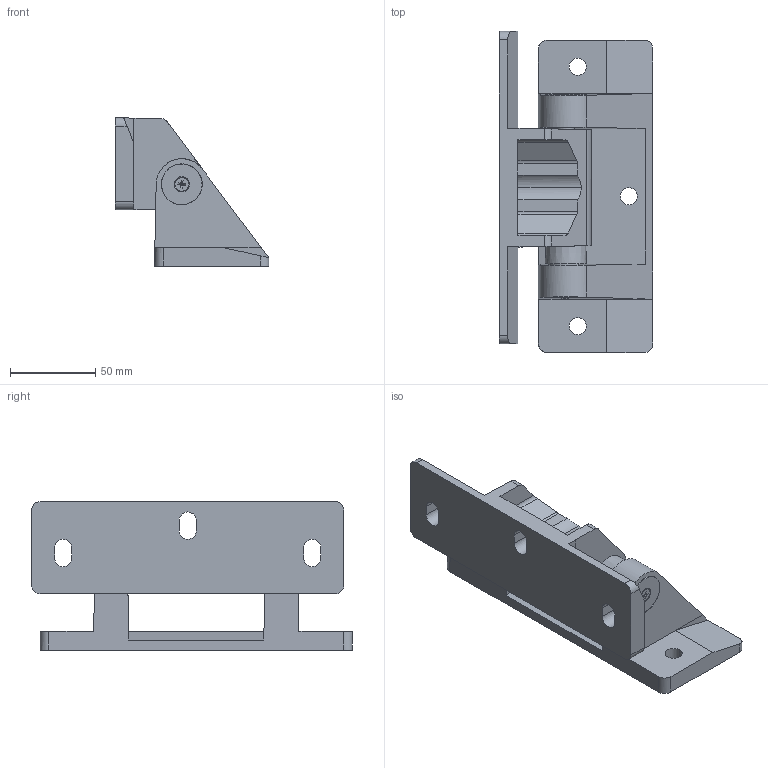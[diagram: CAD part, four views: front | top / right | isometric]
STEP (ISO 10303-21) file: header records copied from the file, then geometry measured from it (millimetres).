
FILE_DESCRIPTION (( 'STEP AP203' ), '1' );
FILE_NAME ('sone3D.STEP', '2013-04-17T05:18:16', ( '' ), ( '' ), 'SwSTEP 2.0', 'SolidWorks 2012', '' );
FILE_SCHEMA (( 'CONFIG_CONTROL_DESIGN' ));
Length unit declared in the file: millimetre
Products named in the file (9): sone3D; 廫帤寠晅嶮彫偹偠M4_M4亊10; FB-612ワッシャー_; FB-612スリーブ_; FB-612ヒンジA_; FB-612カムA_; FB-612カムB_; FB-612シャフト_; FB-612ヒンジB_
Assembly tree (8 placements, depth 2):
  sone3D
    FB-612ヒンジB_
    FB-612シャフト_
    FB-612カムB_
    FB-612カムA_
    FB-612ヒンジA_
    FB-612スリーブ_
    FB-612ワッシャー_
    廫帤寠晅嶮彫偹偠M4_M4亊10
Bounding box: 90 x 188 x 87 mm (x, y, z)
Volume: 396099.1 mm3; surface area: 97127.7 mm2
Topology: 8 solids, 8 shells, 189 faces, 465 edges, 299 vertices
Faces by surface type: plane 89, cylinder 74, cone 22, sphere 2, torus 2
Entity records: 6566 total; most frequent: CARTESIAN_POINT 1122, DIRECTION 955, ORIENTED_EDGE 922, EDGE_CURVE 461, AXIS2_PLACEMENT_3D 346, VERTEX_POINT 299, LINE 263, VECTOR 263
